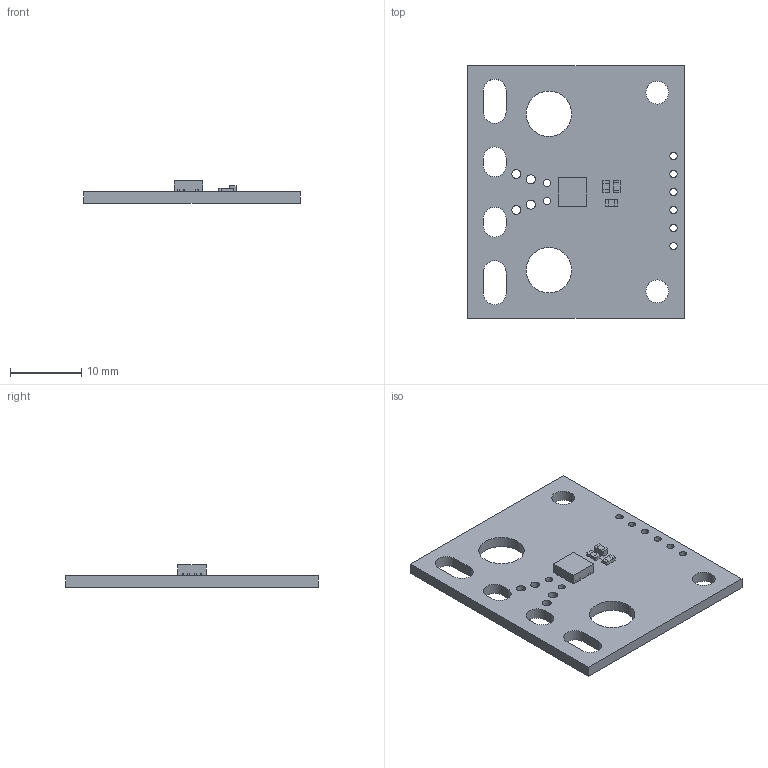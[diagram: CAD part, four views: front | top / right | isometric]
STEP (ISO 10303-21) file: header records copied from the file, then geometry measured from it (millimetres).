
FILE_DESCRIPTION (( 'STEP AP214' ), '1' );
FILE_NAME ('acs37220-current-sensor-large-carriers.step', '2024-06-07T17:01:09', ( '' ), ( '' ), 'SwSTEP 2.0', 'SolidWorks 2023', '' );
FILE_SCHEMA (( 'AUTOMOTIVE_DESIGN' ));
Length unit declared in the file: millimetre
Products named in the file (1): acs37220-current-sensor-large-carriers
Bounding box: 30.48 x 35.56 x 3.12 mm (x, y, z)
Volume: 1497.8 mm3; surface area: 2379.1 mm2
Topology: 1 solids, 1 shells, 591 faces, 1646 edges, 1096 vertices
Faces by surface type: plane 338, bspline 193, cylinder 60
Entity records: 32488 total; most frequent: CARTESIAN_POINT 11913, ORIENTED_EDGE 3292, DIRECTION 2172, EDGE_CURVE 1646, VECTOR 1134, LINE 1134, VERTEX_POINT 1096, EDGE_LOOP 680
